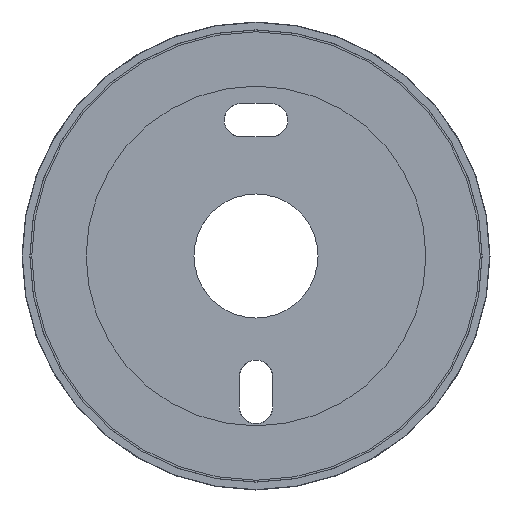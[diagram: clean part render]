
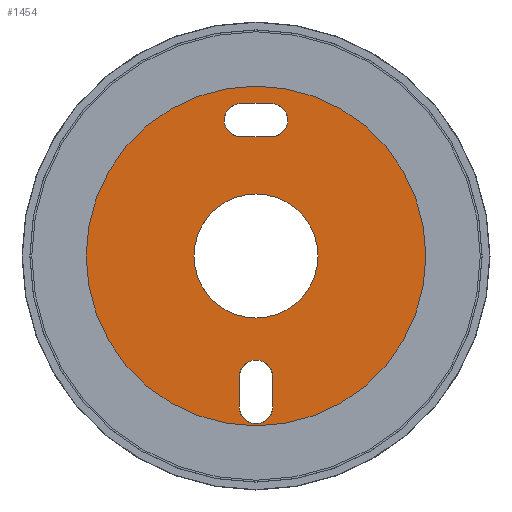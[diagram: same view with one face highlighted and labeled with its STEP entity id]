
A CAD part, front view. The second image highlights one B-rep face of the part: STEP entity #1454.
In plain terms, the highlighted planar face has unit normal (0, -1, 0).
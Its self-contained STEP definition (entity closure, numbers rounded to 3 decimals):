
#136=FACE_BOUND('',#421,.T.);
#137=FACE_BOUND('',#422,.T.);
#138=FACE_BOUND('',#423,.T.);
#160=PLANE('',#1625);
#326=FACE_OUTER_BOUND('',#420,.T.);
#420=EDGE_LOOP('',(#1343));
#421=EDGE_LOOP('',(#1344,#1345,#1346,#1347));
#422=EDGE_LOOP('',(#1348,#1349,#1350,#1351));
#423=EDGE_LOOP('',(#1352,#1353));
#463=LINE('',#3383,#515);
#466=LINE('',#3390,#518);
#468=LINE('',#3395,#520);
#472=LINE('',#3404,#524);
#515=VECTOR('',#1939,10.);
#518=VECTOR('',#1948,10.);
#520=VECTOR('',#1952,10.);
#524=VECTOR('',#1962,10.);
#551=CIRCLE('',#1500,22.5);
#571=CIRCLE('',#1535,8.215);
#575=CIRCLE('',#1544,8.215);
#603=CIRCLE('',#1603,2.215);
#604=CIRCLE('',#1606,2.215);
#605=CIRCLE('',#1610,2.215);
#606=CIRCLE('',#1613,2.215);
#666=VERTEX_POINT('',#2362);
#688=VERTEX_POINT('',#2599);
#689=VERTEX_POINT('',#2600);
#728=VERTEX_POINT('',#3376);
#729=VERTEX_POINT('',#3378);
#730=VERTEX_POINT('',#3382);
#731=VERTEX_POINT('',#3386);
#732=VERTEX_POINT('',#3392);
#733=VERTEX_POINT('',#3394);
#734=VERTEX_POINT('',#3398);
#735=VERTEX_POINT('',#3402);
#801=EDGE_CURVE('',#666,#666,#551,.T.);
#840=EDGE_CURVE('',#688,#689,#571,.T.);
#858=EDGE_CURVE('',#689,#688,#575,.T.);
#922=EDGE_CURVE('',#729,#728,#603,.T.);
#924=EDGE_CURVE('',#730,#729,#463,.T.);
#926=EDGE_CURVE('',#731,#730,#604,.T.);
#928=EDGE_CURVE('',#728,#731,#466,.T.);
#930=EDGE_CURVE('',#733,#732,#468,.T.);
#933=EDGE_CURVE('',#732,#734,#605,.T.);
#935=EDGE_CURVE('',#734,#735,#472,.T.);
#936=EDGE_CURVE('',#735,#733,#606,.T.);
#1343=ORIENTED_EDGE('',*,*,#801,.T.);
#1344=ORIENTED_EDGE('',*,*,#922,.T.);
#1345=ORIENTED_EDGE('',*,*,#928,.T.);
#1346=ORIENTED_EDGE('',*,*,#926,.T.);
#1347=ORIENTED_EDGE('',*,*,#924,.T.);
#1348=ORIENTED_EDGE('',*,*,#930,.T.);
#1349=ORIENTED_EDGE('',*,*,#933,.T.);
#1350=ORIENTED_EDGE('',*,*,#935,.T.);
#1351=ORIENTED_EDGE('',*,*,#936,.T.);
#1352=ORIENTED_EDGE('',*,*,#840,.F.);
#1353=ORIENTED_EDGE('',*,*,#858,.F.);
#1454=ADVANCED_FACE('',(#326,#136,#137,#138),#160,.T.);
#1500=AXIS2_PLACEMENT_3D('',#2363,#1704,#1705);
#1535=AXIS2_PLACEMENT_3D('',#2601,#1782,#1783);
#1544=AXIS2_PLACEMENT_3D('',#2712,#1801,#1802);
#1603=AXIS2_PLACEMENT_3D('',#3379,#1934,#1935);
#1606=AXIS2_PLACEMENT_3D('',#3387,#1943,#1944);
#1610=AXIS2_PLACEMENT_3D('',#3400,#1957,#1958);
#1613=AXIS2_PLACEMENT_3D('',#3406,#1965,#1966);
#1625=AXIS2_PLACEMENT_3D('',#3427,#1992,#1993);
#1704=DIRECTION('center_axis',(0.,-1.,0.));
#1705=DIRECTION('ref_axis',(1.,0.,0.));
#1782=DIRECTION('center_axis',(0.,-1.,0.));
#1783=DIRECTION('ref_axis',(1.,0.,0.));
#1801=DIRECTION('center_axis',(0.,-1.,0.));
#1802=DIRECTION('ref_axis',(1.,0.,0.));
#1934=DIRECTION('center_axis',(0.,1.,0.));
#1935=DIRECTION('ref_axis',(1.,0.,0.));
#1939=DIRECTION('',(0.,0.,1.));
#1943=DIRECTION('center_axis',(0.,1.,0.));
#1944=DIRECTION('ref_axis',(-1.,0.,0.));
#1948=DIRECTION('',(0.,0.,-1.));
#1952=DIRECTION('',(-1.,0.,0.));
#1957=DIRECTION('center_axis',(0.,1.,0.));
#1958=DIRECTION('ref_axis',(0.,0.,1.));
#1962=DIRECTION('',(1.,0.,0.));
#1965=DIRECTION('center_axis',(0.,1.,0.));
#1966=DIRECTION('ref_axis',(0.,0.,-1.));
#1992=DIRECTION('center_axis',(0.,-1.,0.));
#1993=DIRECTION('ref_axis',(0.,0.,-1.));
#2362=CARTESIAN_POINT('',(-22.5,0.,0.));
#2363=CARTESIAN_POINT('Origin',(0.,0.,0.));
#2599=CARTESIAN_POINT('',(8.215,0.,0.));
#2600=CARTESIAN_POINT('',(-8.215,0.,0.));
#2601=CARTESIAN_POINT('Origin',(0.,0.,0.));
#2712=CARTESIAN_POINT('Origin',(0.,0.,0.));
#3376=CARTESIAN_POINT('',(2.215,0.,-16.));
#3378=CARTESIAN_POINT('',(-2.215,0.,-16.));
#3379=CARTESIAN_POINT('Origin',(0.,0.,-16.));
#3382=CARTESIAN_POINT('',(-2.215,0.,-20.));
#3383=CARTESIAN_POINT('',(-2.215,0.,-10.));
#3386=CARTESIAN_POINT('',(2.215,0.,-20.));
#3387=CARTESIAN_POINT('Origin',(0.,0.,-20.));
#3390=CARTESIAN_POINT('',(2.215,0.,-8.));
#3392=CARTESIAN_POINT('',(-2.,0.,15.785));
#3394=CARTESIAN_POINT('',(2.,0.,15.785));
#3395=CARTESIAN_POINT('',(5.108,0.,15.785));
#3398=CARTESIAN_POINT('',(-2.,0.,20.215));
#3400=CARTESIAN_POINT('Origin',(-2.,0.,18.));
#3402=CARTESIAN_POINT('',(2.,0.,20.215));
#3404=CARTESIAN_POINT('',(3.108,0.,20.215));
#3406=CARTESIAN_POINT('Origin',(2.,0.,18.));
#3427=CARTESIAN_POINT('Origin',(8.215,0.,0.));
